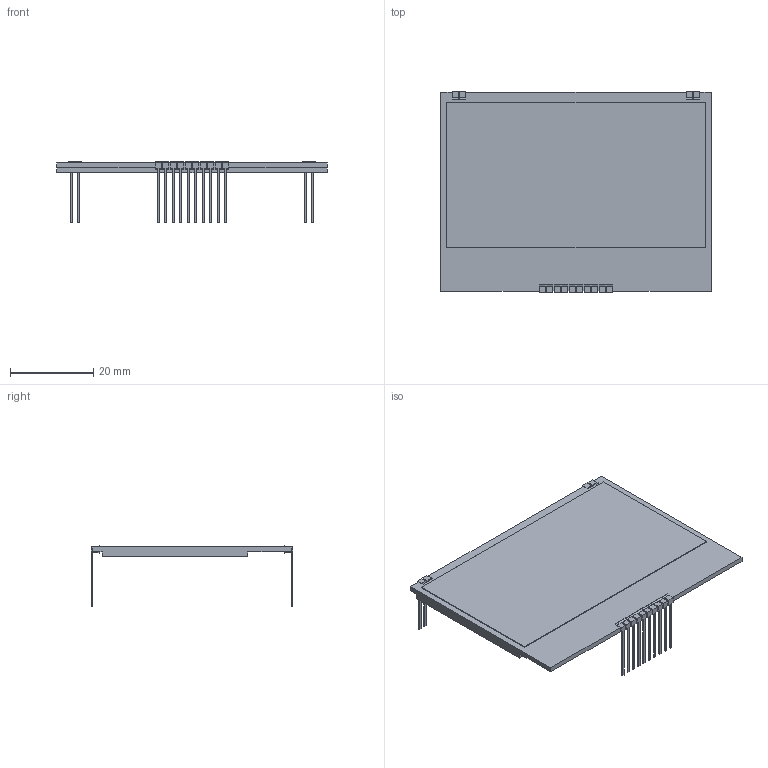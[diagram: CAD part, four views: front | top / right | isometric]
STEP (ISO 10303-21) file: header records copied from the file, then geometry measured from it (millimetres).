
FILE_DESCRIPTION(/* description */ ('Alibre Inc.'),/* implementation_level */ '2;1');
FILE_NAME(/* name */ 'export0',/* time_stamp */ '2012-12-02T17:41:47+02:00',/* author */ (''),/* organization */ (''),/* preprocessor_version */ 'ST-DEVELOPER v14',/* originating_system */ 'Alibre',/* authorisation */ '');
FILE_SCHEMA (('AUTOMOTIVE_DESIGN'));
Length unit declared in the file: centimetre
Bounding box: 65 x 48.4 x 14.6 mm (x, y, z)
Volume: 6935.7 mm3; surface area: 7140.1 mm2
Topology: 1 solids, 1 shells, 239 faces, 708 edges, 472 vertices
Faces by surface type: plane 239
Entity records: 7622 total; most frequent: ORIENTED_EDGE 1416, CARTESIAN_POINT 1360, DIRECTION 888, EDGE_CURVE 708, VECTOR 664, LINE 664, VERTEX_POINT 472, STYLED_ITEM 240
